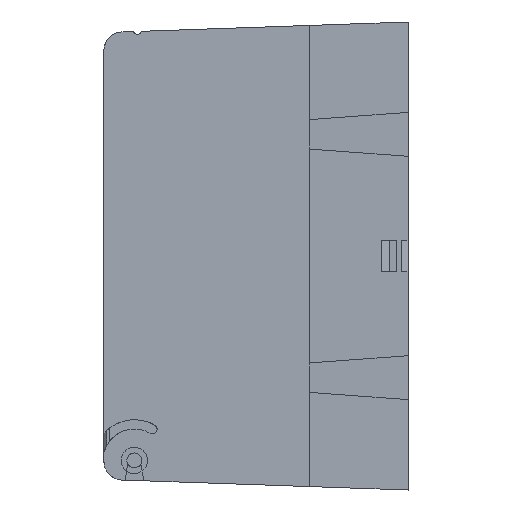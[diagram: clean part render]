
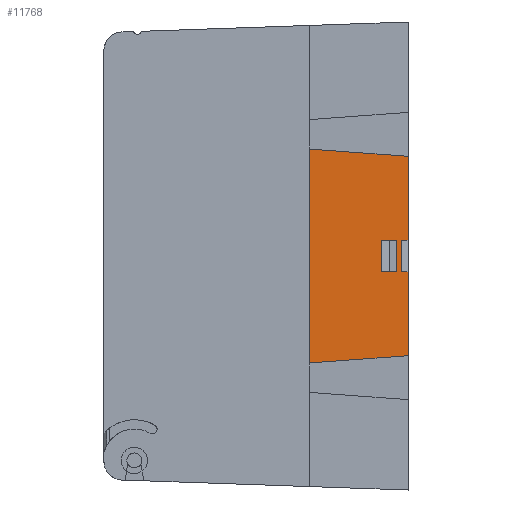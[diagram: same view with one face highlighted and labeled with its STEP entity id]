
A CAD part, left-side view. The second image highlights one B-rep face of the part: STEP entity #11768.
In plain terms, the highlighted face is planar.
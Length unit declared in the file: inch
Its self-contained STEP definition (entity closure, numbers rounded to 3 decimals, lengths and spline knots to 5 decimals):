
#386 = EDGE_CURVE ( 'NONE', #11645, #6582, #13455, .T. ) ;
#759 = VERTEX_POINT ( 'NONE', #9813 ) ;
#787 = DIRECTION ( 'NONE',  ( 0., -0.997, -0.074 ) ) ;
#792 = ORIENTED_EDGE ( 'NONE', *, *, #10036, .T. ) ;
#1162 = VECTOR ( 'NONE', #16829, 39.37008 ) ;
#1165 = LINE ( 'NONE', #6837, #15615 ) ;
#1248 = VERTEX_POINT ( 'NONE', #22995 ) ;
#1376 = VECTOR ( 'NONE', #22347, 39.37008 ) ;
#1536 = DIRECTION ( 'NONE',  ( 0., 0., -1. ) ) ;
#1809 = VECTOR ( 'NONE', #11079, 39.37008 ) ;
#1821 = CARTESIAN_POINT ( 'NONE',  ( 0.8575, 0.2816, 0.17 ) ) ;
#1992 = EDGE_CURVE ( 'NONE', #759, #6832, #18293, .T. ) ;
#2067 = EDGE_CURVE ( 'NONE', #23971, #6582, #6570, .T. ) ;
#2345 = EDGE_CURVE ( 'NONE', #21124, #1248, #21965, .T. ) ;
#2375 = DIRECTION ( 'NONE',  ( 0., 1., 0. ) ) ;
#2395 = CARTESIAN_POINT ( 'NONE',  ( 0.8575, 0.80261, -1.12449 ) ) ;
#2601 = EDGE_CURVE ( 'NONE', #22185, #1248, #25407, .T. ) ;
#2663 = CARTESIAN_POINT ( 'NONE',  ( 0.8575, 0.2816, 0.17 ) ) ;
#3069 = CARTESIAN_POINT ( 'NONE',  ( 0.8575, 0.07, 0.17 ) ) ;
#3168 = VECTOR ( 'NONE', #5337, 39.37008 ) ;
#4181 = CARTESIAN_POINT ( 'NONE',  ( 0.8575, 0.2816, -0.17 ) ) ;
#4638 = CARTESIAN_POINT ( 'NONE',  ( 0.8575, 1.05, 1.14282 ) ) ;
#5023 = CARTESIAN_POINT ( 'NONE',  ( 0.8575, 0.07, -0.17 ) ) ;
#5337 = DIRECTION ( 'NONE',  ( 0., 1., 0. ) ) ;
#6112 = EDGE_CURVE ( 'NONE', #21124, #23971, #24577, .T. ) ;
#6243 = VECTOR ( 'NONE', #2375, 39.37008 ) ;
#6570 = LINE ( 'NONE', #5023, #23663 ) ;
#6582 = VERTEX_POINT ( 'NONE', #3069 ) ;
#6622 = AXIS2_PLACEMENT_3D ( 'NONE', #23270, #15311, #1536 ) ;
#6634 = CARTESIAN_POINT ( 'NONE',  ( 0.8575, 0., 1.065 ) ) ;
#6788 = DIRECTION ( 'NONE',  ( 0., 0., 1. ) ) ;
#6832 = VERTEX_POINT ( 'NONE', #22335 ) ;
#6837 = CARTESIAN_POINT ( 'NONE',  ( 0.8575, 0., 1.065 ) ) ;
#6901 = CARTESIAN_POINT ( 'NONE',  ( 0.8575, 0., -0.17 ) ) ;
#7222 = PLANE ( 'NONE',  #6622 ) ;
#7314 = VECTOR ( 'NONE', #18922, 39.37008 ) ;
#7343 = CARTESIAN_POINT ( 'NONE',  ( 0.8575, 0., -0.17 ) ) ;
#7463 = FACE_BOUND ( 'NONE', #21510, .T. ) ;
#7649 = CARTESIAN_POINT ( 'NONE',  ( 0.8575, 0., 0.17 ) ) ;
#7950 = DIRECTION ( 'NONE',  ( 0., -0.997, 0.074 ) ) ;
#8084 = EDGE_CURVE ( 'NONE', #22228, #10875, #12860, .T. ) ;
#8297 = VERTEX_POINT ( 'NONE', #6634 ) ;
#8355 = LINE ( 'NONE', #2663, #12953 ) ;
#9104 = CARTESIAN_POINT ( 'NONE',  ( 0.8575, 1.05, -1.14282 ) ) ;
#9813 = CARTESIAN_POINT ( 'NONE',  ( 0.8575, 0.12, -0.17 ) ) ;
#9959 = VECTOR ( 'NONE', #21210, 39.37008 ) ;
#10036 = EDGE_CURVE ( 'NONE', #15446, #8297, #1165, .T. ) ;
#10532 = CARTESIAN_POINT ( 'NONE',  ( 0.8575, 1.05, -2.21333 ) ) ;
#10875 = VERTEX_POINT ( 'NONE', #1821 ) ;
#10922 = ORIENTED_EDGE ( 'NONE', *, *, #2067, .F. ) ;
#11079 = DIRECTION ( 'NONE',  ( 0., 0., 1. ) ) ;
#11210 = ORIENTED_EDGE ( 'NONE', *, *, #17163, .T. ) ;
#11466 = LINE ( 'NONE', #23792, #9959 ) ;
#11645 = VERTEX_POINT ( 'NONE', #21750 ) ;
#11768 = ADVANCED_FACE ( 'NONE', ( #19173, #7463 ), #7222, .T. ) ;
#12102 = CARTESIAN_POINT ( 'NONE',  ( 0.8575, 0.07, -0.17 ) ) ;
#12494 = VECTOR ( 'NONE', #6788, 39.37008 ) ;
#12860 = LINE ( 'NONE', #14524, #1376 ) ;
#12895 = DIRECTION ( 'NONE',  ( 0., 0., 1. ) ) ;
#12953 = VECTOR ( 'NONE', #16198, 39.37008 ) ;
#13455 = LINE ( 'NONE', #7649, #3168 ) ;
#14524 = CARTESIAN_POINT ( 'NONE',  ( 0.8575, 0.2816, -0.17 ) ) ;
#14693 = ORIENTED_EDGE ( 'NONE', *, *, #386, .T. ) ;
#14765 = EDGE_CURVE ( 'NONE', #6832, #10875, #8355, .T. ) ;
#15311 = DIRECTION ( 'NONE',  ( 1., 0., 0. ) ) ;
#15446 = VERTEX_POINT ( 'NONE', #4638 ) ;
#15615 = VECTOR ( 'NONE', #787, 39.37008 ) ;
#15666 = ORIENTED_EDGE ( 'NONE', *, *, #2601, .F. ) ;
#16198 = DIRECTION ( 'NONE',  ( 0., 1., 0. ) ) ;
#16829 = DIRECTION ( 'NONE',  ( 0., 0., -1. ) ) ;
#17163 = EDGE_CURVE ( 'NONE', #8297, #11645, #11466, .T. ) ;
#17184 = CARTESIAN_POINT ( 'NONE',  ( 0.8575, 0.2816, -0.17 ) ) ;
#18293 = LINE ( 'NONE', #23545, #1809 ) ;
#18380 = VECTOR ( 'NONE', #7950, 39.37008 ) ;
#18504 = EDGE_CURVE ( 'NONE', #22185, #15446, #20415, .T. ) ;
#18773 = ORIENTED_EDGE ( 'NONE', *, *, #8084, .F. ) ;
#18922 = DIRECTION ( 'NONE',  ( 0., 1., 0. ) ) ;
#19173 = FACE_OUTER_BOUND ( 'NONE', #19895, .T. ) ;
#19885 = LINE ( 'NONE', #4181, #6243 ) ;
#19895 = EDGE_LOOP ( 'NONE', ( #21379, #19933, #15666, #20955, #792, #11210, #14693, #10922 ) ) ;
#19933 = ORIENTED_EDGE ( 'NONE', *, *, #2345, .T. ) ;
#20415 = LINE ( 'NONE', #10532, #12494 ) ;
#20955 = ORIENTED_EDGE ( 'NONE', *, *, #18504, .T. ) ;
#21124 = VERTEX_POINT ( 'NONE', #6901 ) ;
#21210 = DIRECTION ( 'NONE',  ( 0., 0., -1. ) ) ;
#21379 = ORIENTED_EDGE ( 'NONE', *, *, #6112, .F. ) ;
#21510 = EDGE_LOOP ( 'NONE', ( #23285, #21677, #24503, #18773 ) ) ;
#21677 = ORIENTED_EDGE ( 'NONE', *, *, #1992, .T. ) ;
#21750 = CARTESIAN_POINT ( 'NONE',  ( 0.8575, 0., 0.17 ) ) ;
#21965 = LINE ( 'NONE', #24535, #1162 ) ;
#22185 = VERTEX_POINT ( 'NONE', #9104 ) ;
#22228 = VERTEX_POINT ( 'NONE', #17184 ) ;
#22335 = CARTESIAN_POINT ( 'NONE',  ( 0.8575, 0.12, 0.17 ) ) ;
#22347 = DIRECTION ( 'NONE',  ( 0., 0., 1. ) ) ;
#22995 = CARTESIAN_POINT ( 'NONE',  ( 0.8575, 0., -1.065 ) ) ;
#23270 = CARTESIAN_POINT ( 'NONE',  ( 0.8575, 1.05, 2.21333 ) ) ;
#23285 = ORIENTED_EDGE ( 'NONE', *, *, #23349, .F. ) ;
#23349 = EDGE_CURVE ( 'NONE', #759, #22228, #19885, .T. ) ;
#23545 = CARTESIAN_POINT ( 'NONE',  ( 0.8575, 0.12, -0.17 ) ) ;
#23663 = VECTOR ( 'NONE', #12895, 39.37008 ) ;
#23792 = CARTESIAN_POINT ( 'NONE',  ( 0.8575, 0., 2.25 ) ) ;
#23971 = VERTEX_POINT ( 'NONE', #12102 ) ;
#24503 = ORIENTED_EDGE ( 'NONE', *, *, #14765, .T. ) ;
#24535 = CARTESIAN_POINT ( 'NONE',  ( 0.8575, 0., 2.25 ) ) ;
#24577 = LINE ( 'NONE', #7343, #7314 ) ;
#25407 = LINE ( 'NONE', #2395, #18380 ) ;
